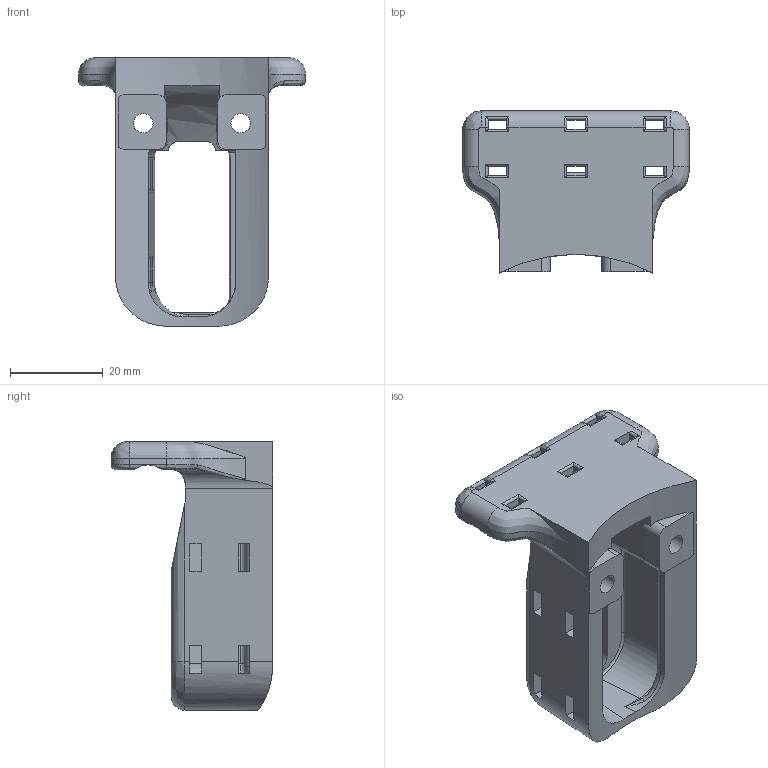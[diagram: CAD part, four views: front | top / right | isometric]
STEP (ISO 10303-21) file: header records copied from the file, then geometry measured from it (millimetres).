
FILE_DESCRIPTION(/* description */ (''),/* implementation_level */ '2;1');
FILE_NAME(/* name */ 'UR5_G5_PROTECTOR_20190715 v5.step',/* time_stamp */ '2023-02-19T21:12:58+09:00',/* author */ (''),/* organization */ (''),/* preprocessor_version */ 'ST-DEVELOPER v19.2',/* originating_system */ 'Autodesk Translation Framework v11.17.0.187',/* authorisation */ '');
FILE_SCHEMA (('AUTOMOTIVE_DESIGN { 1 0 10303 214 3 1 1 }'));
Length unit declared in the file: millimetre
Products named in the file (1): UR5_G5_PROTECTOR_20190715
Bounding box: 49 x 35 x 58 mm (x, y, z)
Volume: 19934.1 mm3; surface area: 11428.7 mm2
Topology: 1 solids, 1 shells, 231 faces, 643 edges, 401 vertices
Faces by surface type: cylinder 95, plane 87, bspline 40, torus 8, sphere 1
Full cylindrical faces by diameter (mm): 4.2 x2, 8 x2
Entity records: 10714 total; most frequent: CARTESIAN_POINT 4861, ORIENTED_EDGE 1280, DIRECTION 1158, EDGE_CURVE 640, AXIS2_PLACEMENT_3D 420, VERTEX_POINT 401, LINE 318, VECTOR 318
